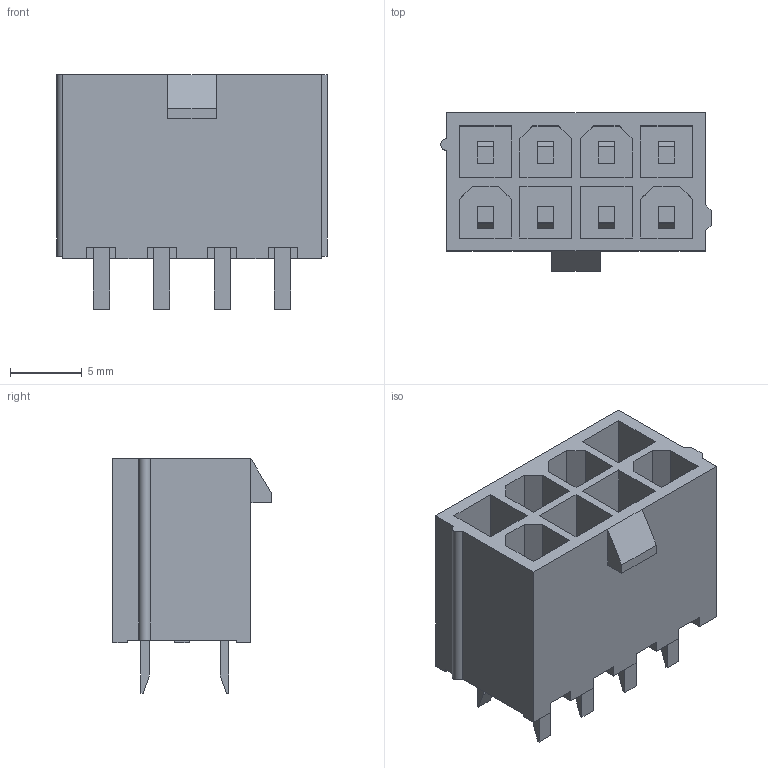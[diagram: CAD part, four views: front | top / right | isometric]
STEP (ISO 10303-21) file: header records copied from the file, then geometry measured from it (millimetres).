
FILE_DESCRIPTION(('FreeCAD Model'),'2;1');
FILE_NAME('MiniFit-JR-5556-08A_2.step','2018-04-05T15:10:10' ,('kicad StepUp'),('ksu MCAD'),'Open CASCADE STEP processor 6.8', 'FreeCAD','Unknown');
FILE_SCHEMA(('AUTOMOTIVE_DESIGN_CC2 { 1 2 10303 214 -1 1 5 4 }'));
Length unit declared in the file: millimetre
Products named in the file (2): ASSEMBLY; MiniFit-JR-5556-08A_2
Assembly tree (1 placements, depth 2):
  ASSEMBLY
    MiniFit-JR-5556-08A_2
Bounding box: 18.8 x 11 x 16.3 mm (x, y, z)
Volume: 1318 mm3; surface area: 2451.5 mm2
Topology: 1 solids, 1 shells, 233 faces, 635 edges, 444 vertices
Faces by surface type: plane 232, cylinder 1
Entity records: 8877 total; most frequent: CARTESIAN_POINT 1314, ORIENTED_EDGE 1238, DIRECTION 1123, EDGE_CURVE 619, LINE 617, VECTOR 617, VERTEX_POINT 412, FACE_BOUND 257
